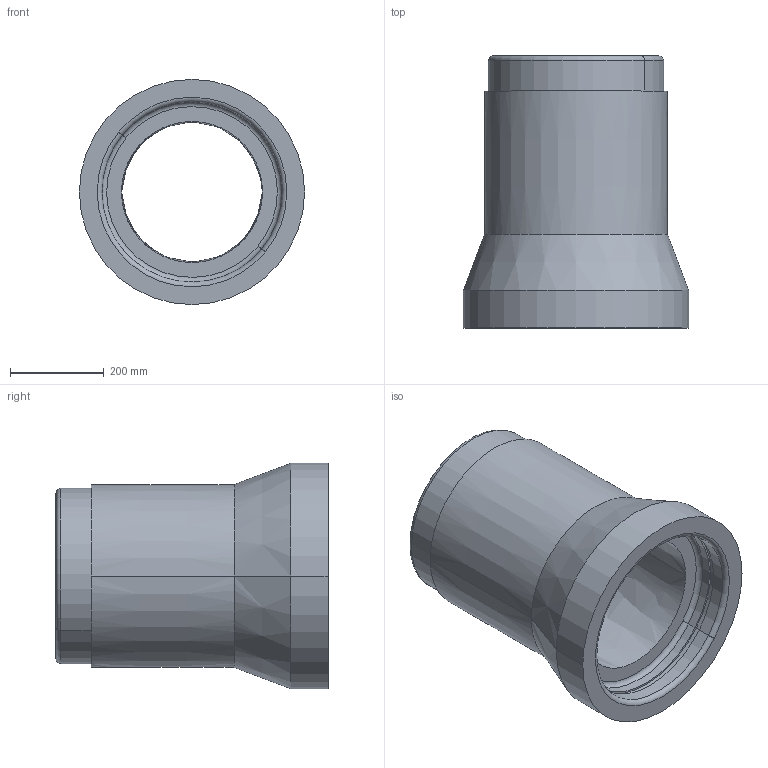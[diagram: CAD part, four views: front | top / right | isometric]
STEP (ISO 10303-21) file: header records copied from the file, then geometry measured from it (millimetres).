
FILE_DESCRIPTION (( 'STEP AP203' ), '1' );
FILE_NAME ('Rudus 1203054 EK-soviteputki 300x500.step', '2020-02-28T07:30:07', ( '' ), ( '' ), 'SwSTEP 2.0', 'SolidWorks 2019', '' );
FILE_SCHEMA (( 'CONFIG_CONTROL_DESIGN' ));
Length unit declared in the file: millimetre
Products named in the file (2): Rudus 1203054 EK-soviteputki 300x500; EK-osa-putkirunko
Assembly tree (1 placements, depth 2):
  Rudus 1203054 EK-soviteputki 300x500
    EK-osa-putkirunko
Bounding box: 480 x 580 x 480 mm (x, y, z)
Volume: 32261342 mm3; surface area: 1477591 mm2
Topology: 1 solids, 1 shells, 104 faces, 351 edges, 258 vertices
Faces by surface type: bspline 74, cylinder 12, plane 8, torus 6, cone 4
Entity records: 22935 total; most frequent: CARTESIAN_POINT 20203, ORIENTED_EDGE 702, EDGE_CURVE 351, DIRECTION 290, VERTEX_POINT 258, B_SPLINE_CURVE_WITH_KNOTS 231, AXIS2_PLACEMENT_3D 136, EDGE_LOOP 115
